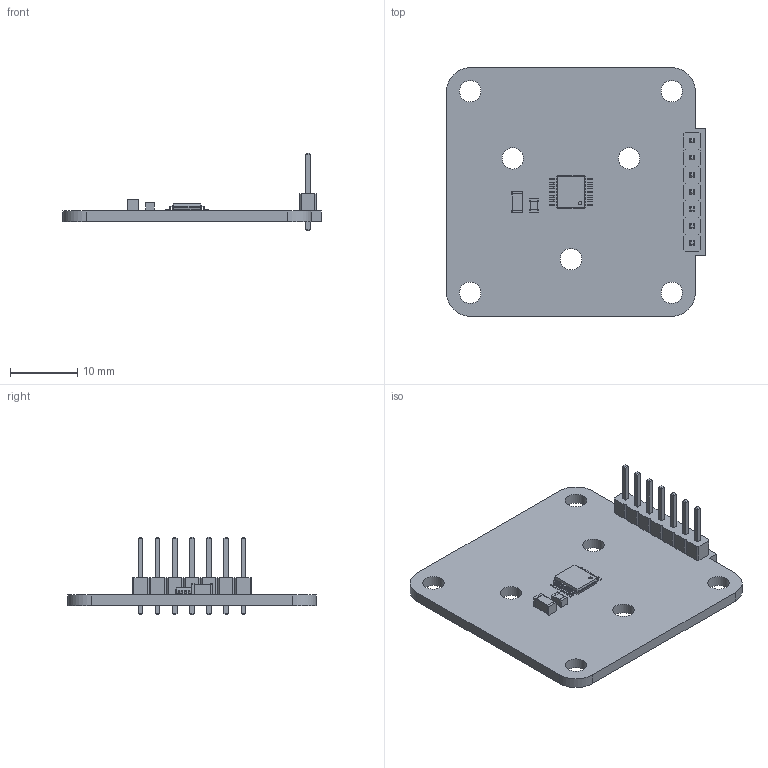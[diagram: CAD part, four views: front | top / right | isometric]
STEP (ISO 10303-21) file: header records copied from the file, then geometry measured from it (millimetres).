
FILE_DESCRIPTION(('KiCad electronic assembly'),'2;1');
FILE_NAME('encoder.step','2022-01-27T19:01:16',('Pcbnew'),('Kicad'), 'Open CASCADE STEP processor 7.5','KiCad to STEP converter','Unknown' );
FILE_SCHEMA(('AUTOMOTIVE_DESIGN { 1 0 10303 214 1 1 1 1 }'));
Length unit declared in the file: millimetre
Products named in the file (10): encoder 1; TSSOP-14_4.4x5mm_P0.65mm; SOLID; C_1206_3216Metric; C_0805_2012Metric; PinHeader_1x07_P2.54mm_Vertical; encoder PCB
Assembly tree (9 placements, depth 3):
  encoder 1
    TSSOP-14_4.4x5mm_P0.65mm
      SOLID
    C_1206_3216Metric
      SOLID
    C_0805_2012Metric
      SOLID
    PinHeader_1x07_P2.54mm_Vertical
      SOLID
    encoder PCB
Bounding box: 38.5 x 37 x 11.54 mm (x, y, z)
Volume: 2288.2 mm3; surface area: 3495 mm2
Topology: 5 solids, 5 shells, 502 faces, 1283 edges, 810 vertices
Faces by surface type: bspline 474, cylinder 18, plane 10
Full cylindrical faces by diameter (mm): 1 x7, 3.2 x7
Entity records: 32100 total; most frequent: CARTESIAN_POINT 11474, B_SPLINE_CURVE_WITH_KNOTS 3291, ORIENTED_EDGE 2566, PCURVE 2566, DEFINITIONAL_REPRESENTATION 2566, EDGE_CURVE 1283, SURFACE_CURVE 1268, VERTEX_POINT 810
